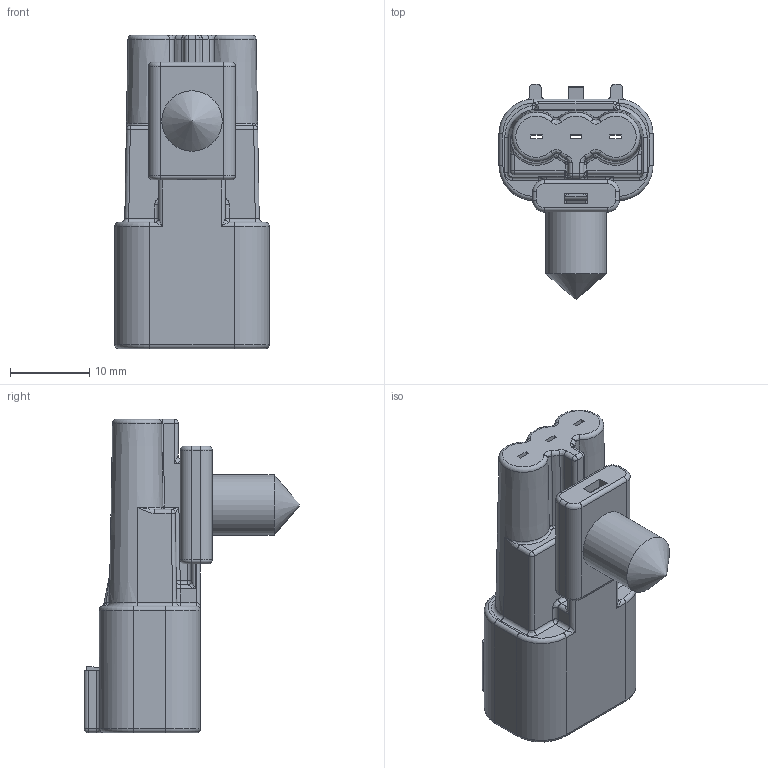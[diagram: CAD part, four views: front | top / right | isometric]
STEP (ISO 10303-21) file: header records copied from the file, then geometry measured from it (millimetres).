
FILE_DESCRIPTION(/* description */ (''),/* implementation_level */ '2;1');
FILE_NAME(/* name */ 'EPC15-3P-w-clip.stp',/* time_stamp */ '2023-03-28T16:20:50-05:00',/* author */ (''),/* organization */ ('Corsa Technic, LLC'),/* preprocessor_version */ 'ST-DEVELOPER v19.2',/* originating_system */ 'Autodesk Translation Framework v11.17.0.187',/* authorisation */ '3D design STEP models are provided for reference only. STEP models DO NOT provide accurate tolerance information and the model may not be constructed to the nominal nor the manufacturing-optimized version of the design. User assumes all risks from use of these models. Corsa Technic, LLC makes no representation or warranty (expressed or implied) with respect to the STEP models, including but not limited to the accuracy or completeness of product dimensions or any other technical specifications contained in or accompanying the STEP models, non-infringement of third party rights, and quality, suitability, fitness for purpose or title.');
FILE_SCHEMA (('AUTOMOTIVE_DESIGN { 1 0 10303 214 3 1 1 }'));
Length unit declared in the file: millimetre
Products named in the file (1): EPC15-3P-w-clip
Bounding box: 19.5 x 27.3 x 39.65 mm (x, y, z)
Volume: 5018.5 mm3; surface area: 4475.5 mm2
Topology: 1 solids, 1 shells, 339 faces, 816 edges, 460 vertices
Faces by surface type: cylinder 129, plane 93, torus 51, bspline 38, sphere 22, cone 6
Full cylindrical faces by diameter (mm): 7.65 x1
Entity records: 13908 total; most frequent: CARTESIAN_POINT 6185, DIRECTION 1683, ORIENTED_EDGE 1590, EDGE_CURVE 795, AXIS2_PLACEMENT_3D 658, VERTEX_POINT 460, LINE 367, VECTOR 367
